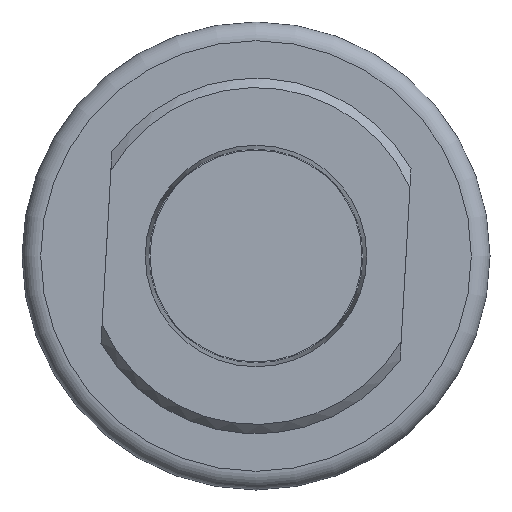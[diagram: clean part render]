
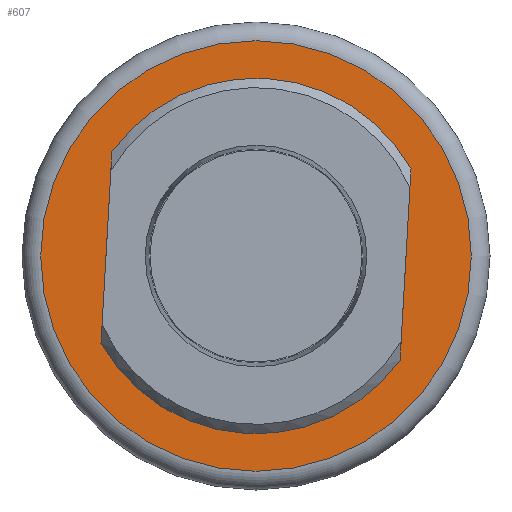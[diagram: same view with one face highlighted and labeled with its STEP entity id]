
A CAD part, left-side view. The second image highlights one B-rep face of the part: STEP entity #607.
In plain terms, the highlighted planar face has unit normal (-1, 0, 0).
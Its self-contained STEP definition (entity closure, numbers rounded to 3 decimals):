
#391=CARTESIAN_POINT('',(-4.0,-15.387,-11.146));
#392=VERTEX_POINT('',#391);
#399=CARTESIAN_POINT('',(-4.,-16.56,9.315));
#400=VERTEX_POINT('',#399);
#401=CARTESIAN_POINT('',(-4.,-16.56,9.315));
#402=DIRECTION('',(0.,0.057,-0.998));
#403=VECTOR('',#402,20.494);
#404=LINE('',#401,#403);
#405=EDGE_CURVE('',#400,#392,#404,.T.);
#482=CARTESIAN_POINT('',(-4.,15.387,11.146));
#483=VERTEX_POINT('',#482);
#490=CARTESIAN_POINT('',(-4.0,16.56,-9.315));
#491=VERTEX_POINT('',#490);
#492=CARTESIAN_POINT('',(-4.0,16.56,-9.315));
#493=DIRECTION('',(0.,-0.057,0.998));
#494=VECTOR('',#493,20.494);
#495=LINE('',#492,#494);
#496=EDGE_CURVE('',#491,#483,#495,.T.);
#516=CARTESIAN_POINT('',(-4.,0.0,0.));
#517=DIRECTION('',(1.0,0.0,0.0));
#518=DIRECTION('',(0.0,0.0,-1.0));
#519=AXIS2_PLACEMENT_3D('',#516,#517,#518);
#520=CIRCLE('',#519,19.0);
#521=EDGE_CURVE('',#483,#400,#520,.T.);
#534=CARTESIAN_POINT('',(-4.,0.0,0.));
#535=DIRECTION('',(1.0,0.0,0.0));
#536=DIRECTION('',(0.0,0.0,-1.0));
#537=AXIS2_PLACEMENT_3D('',#534,#535,#536);
#538=CIRCLE('',#537,19.0);
#539=EDGE_CURVE('',#392,#491,#538,.T.);
#550=CARTESIAN_POINT('',(-4.,0.,23.0));
#551=VERTEX_POINT('',#550);
#552=CARTESIAN_POINT('',(-4.,0.0,0.));
#553=DIRECTION('',(1.0,0.0,0.0));
#554=DIRECTION('',(0.0,0.0,-1.0));
#555=AXIS2_PLACEMENT_3D('',#552,#553,#554);
#556=CIRCLE('',#555,23.0);
#557=EDGE_CURVE('',#551,#551,#556,.T.);
#593=CARTESIAN_POINT('',(-4.,0.0,0.));
#594=DIRECTION('',(1.0,0.0,0.0));
#595=DIRECTION('',(0.0,0.0,-1.0));
#596=AXIS2_PLACEMENT_3D('',#593,#594,#595);
#597=PLANE('',#596);
#598=ORIENTED_EDGE('',*,*,#557,.F.);
#599=EDGE_LOOP('',(#598));
#600=FACE_OUTER_BOUND('',#599,.T.);
#601=ORIENTED_EDGE('',*,*,#521,.T.);
#602=ORIENTED_EDGE('',*,*,#405,.T.);
#603=ORIENTED_EDGE('',*,*,#539,.T.);
#604=ORIENTED_EDGE('',*,*,#496,.T.);
#605=EDGE_LOOP('',(#601,#602,#603,#604));
#606=FACE_BOUND('',#605,.T.);
#607=ADVANCED_FACE('',(#600,#606),#597,.F.);
